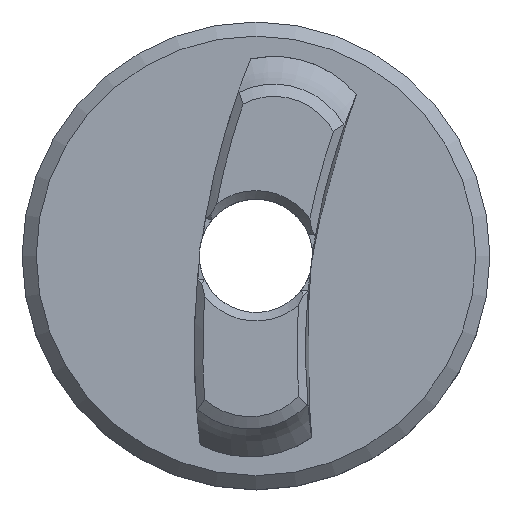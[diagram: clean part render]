
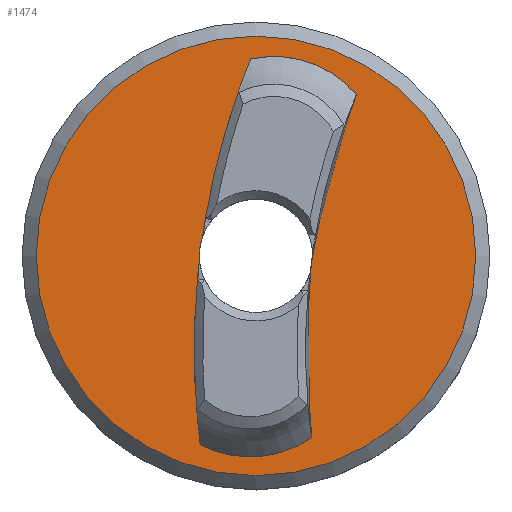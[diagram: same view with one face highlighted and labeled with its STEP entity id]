
A CAD part, top view. The second image highlights one B-rep face of the part: STEP entity #1474.
In plain terms, the highlighted planar face has unit normal (0, 0, 1).
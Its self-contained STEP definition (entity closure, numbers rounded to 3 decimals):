
#15=FACE_BOUND('',#400,.T.);
#243=PLANE('',#1619);
#305=FACE_OUTER_BOUND('',#399,.T.);
#399=EDGE_LOOP('',(#1103));
#400=EDGE_LOOP('',(#1104,#1105,#1106,#1107,#1108,#1109,#1110,#1111,#1112,
#1113,#1114));
#526=CIRCLE('',#1602,4.);
#536=CIRCLE('',#1612,4.);
#540=CIRCLE('',#1620,15.5);
#541=CIRCLE('',#1621,54.56);
#542=CIRCLE('',#1622,7.625);
#543=CIRCLE('',#1623,7.625);
#544=CIRCLE('',#1624,7.625);
#545=CIRCLE('',#1625,46.69);
#546=CIRCLE('',#1626,7.625);
#547=CIRCLE('',#1627,7.625);
#548=CIRCLE('',#1628,7.625);
#549=CIRCLE('',#1629,54.56);
#621=VERTEX_POINT('',#2283);
#642=VERTEX_POINT('',#2380);
#650=VERTEX_POINT('',#2400);
#651=VERTEX_POINT('',#2402);
#662=VERTEX_POINT('',#2428);
#666=VERTEX_POINT('',#2455);
#667=VERTEX_POINT('',#2457);
#668=VERTEX_POINT('',#2460);
#669=VERTEX_POINT('',#2462);
#670=VERTEX_POINT('',#2464);
#671=VERTEX_POINT('',#2467);
#672=VERTEX_POINT('',#2469);
#803=EDGE_CURVE('',#650,#651,#526,.T.);
#819=EDGE_CURVE('',#662,#650,#536,.T.);
#827=EDGE_CURVE('',#666,#666,#540,.T.);
#828=EDGE_CURVE('',#662,#667,#541,.T.);
#829=EDGE_CURVE('',#667,#621,#542,.T.);
#830=EDGE_CURVE('',#668,#621,#543,.T.);
#831=EDGE_CURVE('',#668,#669,#544,.T.);
#832=EDGE_CURVE('',#669,#670,#545,.F.);
#833=EDGE_CURVE('',#670,#642,#546,.T.);
#834=EDGE_CURVE('',#671,#642,#547,.T.);
#835=EDGE_CURVE('',#671,#672,#548,.T.);
#836=EDGE_CURVE('',#672,#651,#549,.T.);
#1103=ORIENTED_EDGE('',*,*,#827,.F.);
#1104=ORIENTED_EDGE('',*,*,#819,.F.);
#1105=ORIENTED_EDGE('',*,*,#828,.T.);
#1106=ORIENTED_EDGE('',*,*,#829,.T.);
#1107=ORIENTED_EDGE('',*,*,#830,.F.);
#1108=ORIENTED_EDGE('',*,*,#831,.T.);
#1109=ORIENTED_EDGE('',*,*,#832,.T.);
#1110=ORIENTED_EDGE('',*,*,#833,.T.);
#1111=ORIENTED_EDGE('',*,*,#834,.F.);
#1112=ORIENTED_EDGE('',*,*,#835,.T.);
#1113=ORIENTED_EDGE('',*,*,#836,.T.);
#1114=ORIENTED_EDGE('',*,*,#803,.F.);
#1474=ADVANCED_FACE('',(#305,#15),#243,.F.);
#1602=AXIS2_PLACEMENT_3D('',#2403,#1840,#1841);
#1612=AXIS2_PLACEMENT_3D('',#2430,#1866,#1867);
#1619=AXIS2_PLACEMENT_3D('',#2454,#1882,#1883);
#1620=AXIS2_PLACEMENT_3D('',#2456,#1884,#1885);
#1621=AXIS2_PLACEMENT_3D('',#2458,#1886,#1887);
#1622=AXIS2_PLACEMENT_3D('',#2459,#1888,#1889);
#1623=AXIS2_PLACEMENT_3D('',#2461,#1890,#1891);
#1624=AXIS2_PLACEMENT_3D('',#2463,#1892,#1893);
#1625=AXIS2_PLACEMENT_3D('',#2465,#1894,#1895);
#1626=AXIS2_PLACEMENT_3D('',#2466,#1896,#1897);
#1627=AXIS2_PLACEMENT_3D('',#2468,#1898,#1899);
#1628=AXIS2_PLACEMENT_3D('',#2470,#1900,#1901);
#1629=AXIS2_PLACEMENT_3D('',#2471,#1902,#1903);
#1840=DIRECTION('center_axis',(0.,0.,
1.));
#1841=DIRECTION('ref_axis',(1.,0.,0.));
#1866=DIRECTION('center_axis',(0.,0.,
1.));
#1867=DIRECTION('ref_axis',(1.,0.,0.));
#1882=DIRECTION('center_axis',(0.,0.,
-1.));
#1883=DIRECTION('ref_axis',(1.,0.,0.));
#1884=DIRECTION('center_axis',(0.,0.,
-1.));
#1885=DIRECTION('ref_axis',(1.,0.,0.));
#1886=DIRECTION('center_axis',(0.,0.,
-1.));
#1887=DIRECTION('ref_axis',(1.,0.,0.));
#1888=DIRECTION('center_axis',(0.,0.,
-1.));
#1889=DIRECTION('ref_axis',(1.,0.,0.));
#1890=DIRECTION('center_axis',(0.,0.,
1.));
#1891=DIRECTION('ref_axis',(0.966,-0.257,0.));
#1892=DIRECTION('center_axis',(0.,0.,
-1.));
#1893=DIRECTION('ref_axis',(1.,0.,0.));
#1894=DIRECTION('center_axis',(0.,0.,
-1.));
#1895=DIRECTION('ref_axis',(1.,0.,0.));
#1896=DIRECTION('center_axis',(0.,0.,
-1.));
#1897=DIRECTION('ref_axis',(1.,0.,0.));
#1898=DIRECTION('center_axis',(0.,0.,
1.));
#1899=DIRECTION('ref_axis',(1.,0.,0.));
#1900=DIRECTION('center_axis',(0.,0.,
-1.));
#1901=DIRECTION('ref_axis',(1.,0.,0.));
#1902=DIRECTION('center_axis',(0.,0.,
-1.));
#1903=DIRECTION('ref_axis',(1.,0.,0.));
#2283=CARTESIAN_POINT('',(-0.375,-8.61,-7.5));
#2380=CARTESIAN_POINT('',(3.921,-35.32,-7.5));
#2400=CARTESIAN_POINT('',(-4.,-22.5,-7.5));
#2402=CARTESIAN_POINT('',(-3.993,-22.73,-7.5));
#2403=CARTESIAN_POINT('Origin',(0.,-22.5,-7.5));
#2428=CARTESIAN_POINT('',(-3.8,-21.252,-7.5));
#2430=CARTESIAN_POINT('Origin',(0.,-22.5,-7.5));
#2454=CARTESIAN_POINT('Origin',(0.,-22.5,-7.5));
#2455=CARTESIAN_POINT('',(-15.5,-22.5,-7.5));
#2456=CARTESIAN_POINT('Origin',(0.,-22.5,-7.5));
#2457=CARTESIAN_POINT('',(-0.387,-8.613,-7.5));
#2458=CARTESIAN_POINT('Origin',(50.199,-29.055,-7.5));
#2459=CARTESIAN_POINT('Origin',(1.271,-16.055,-7.5));
#2460=CARTESIAN_POINT('',(7.081,-11.117,-7.5));
#2461=CARTESIAN_POINT('Origin',(1.271,-16.055,-7.5));
#2462=CARTESIAN_POINT('',(7.089,-11.126,-7.5));
#2463=CARTESIAN_POINT('Origin',(1.271,-16.055,-7.5));
#2464=CARTESIAN_POINT('',(3.93,-35.313,-7.5));
#2465=CARTESIAN_POINT('Origin',(50.199,-29.055,-7.5));
#2466=CARTESIAN_POINT('Origin',(-0.426,-29.055,-7.5));
#2467=CARTESIAN_POINT('',(-3.929,-35.828,-7.5));
#2468=CARTESIAN_POINT('Origin',(-0.426,-29.055,-7.5));
#2469=CARTESIAN_POINT('',(-3.94,-35.822,-7.5));
#2470=CARTESIAN_POINT('Origin',(-0.426,-29.055,-7.5));
#2471=CARTESIAN_POINT('Origin',(50.199,-29.055,-7.5));
